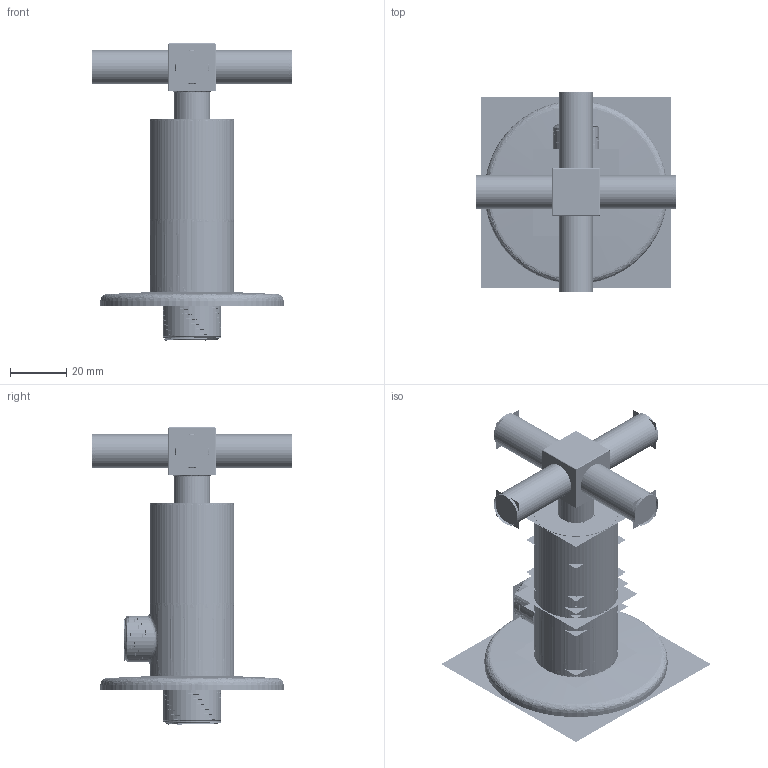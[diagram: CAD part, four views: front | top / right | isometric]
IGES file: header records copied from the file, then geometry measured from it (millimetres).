
Start section:  PTC IGES file: a41551_asm.igs
Global section: file name: a41551_asm.igs; native system: Creo Parametric by Parametric Technology Corporation; preprocessor: 2013050; author: coskun.cesmecik; organization: Unknown; date: 20140121.135217; units: millimetre
Bounding box: 70.72 x 70.72 x 105.6 mm (x, y, z)
Surface area: 141595 mm2 (no closed solid volume)
Topology: 0 solids, 0 shells, 1832 faces, 24987 edges, 32863 vertices
Faces by surface type: revolution 1170, bspline 662
